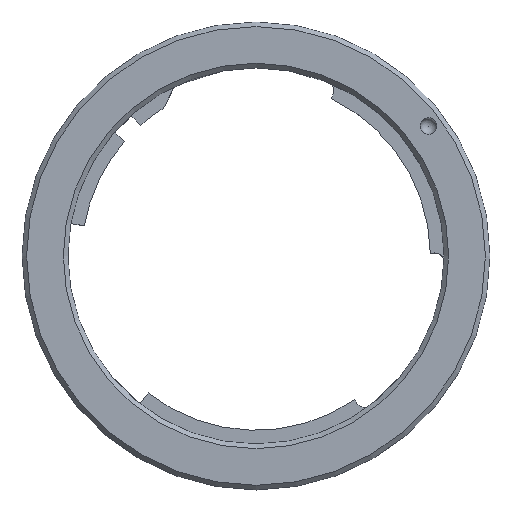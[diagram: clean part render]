
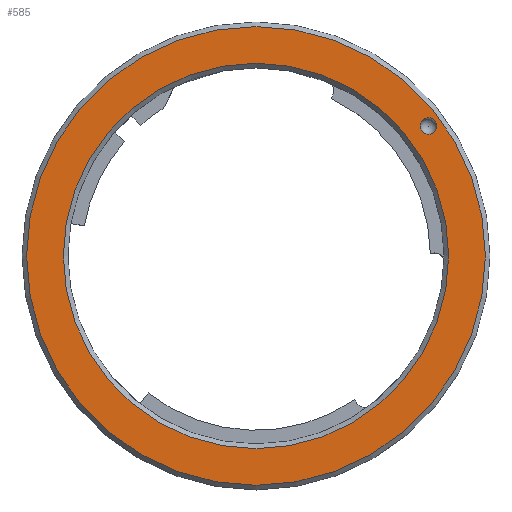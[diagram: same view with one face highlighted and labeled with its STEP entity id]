
A CAD part, top view. The second image highlights one B-rep face of the part: STEP entity #585.
In plain terms, the highlighted face is planar.
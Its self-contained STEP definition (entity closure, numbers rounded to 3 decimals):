
#43=PLANE('',#650);
#160=ORIENTED_EDGE('',*,*,#322,.T.);
#161=ORIENTED_EDGE('',*,*,#323,.T.);
#162=ORIENTED_EDGE('',*,*,#324,.F.);
#322=EDGE_CURVE('',#404,#404,#453,.T.);
#323=EDGE_CURVE('',#405,#405,#454,.F.);
#324=EDGE_CURVE('',#406,#406,#455,.T.);
#404=VERTEX_POINT('',#944);
#405=VERTEX_POINT('',#946);
#406=VERTEX_POINT('',#948);
#453=CIRCLE('',#651,25.);
#454=CIRCLE('',#652,21.);
#455=CIRCLE('',#653,0.9);
#487=EDGE_LOOP('',(#160));
#488=EDGE_LOOP('',(#161));
#489=EDGE_LOOP('',(#162));
#534=FACE_BOUND('',#487,.T.);
#535=FACE_BOUND('',#488,.T.);
#536=FACE_BOUND('',#489,.T.);
#585=ADVANCED_FACE('',(#534,#535,#536),#43,.T.);
#650=AXIS2_PLACEMENT_3D('',#942,#749,#750);
#651=AXIS2_PLACEMENT_3D('',#943,#751,#752);
#652=AXIS2_PLACEMENT_3D('',#945,#753,#754);
#653=AXIS2_PLACEMENT_3D('',#947,#755,#756);
#749=DIRECTION('',(0.,0.,-1.));
#750=DIRECTION('',(-1.,0.,0.));
#751=DIRECTION('',(0.,0.,-1.));
#752=DIRECTION('',(-1.,0.,0.));
#753=DIRECTION('',(0.,0.,-1.));
#754=DIRECTION('',(-1.,0.,0.));
#755=DIRECTION('',(0.,0.,-1.));
#756=DIRECTION('',(1.,0.,0.));
#942=CARTESIAN_POINT('',(0.,0.,3.));
#943=CARTESIAN_POINT('',(0.,0.,3.));
#944=CARTESIAN_POINT('',(-25.,0.,3.));
#945=CARTESIAN_POINT('',(0.,0.,3.));
#946=CARTESIAN_POINT('',(-21.,0.,3.));
#947=CARTESIAN_POINT('',(-18.813,14.153,3.));
#948=CARTESIAN_POINT('',(-17.913,14.153,3.));
